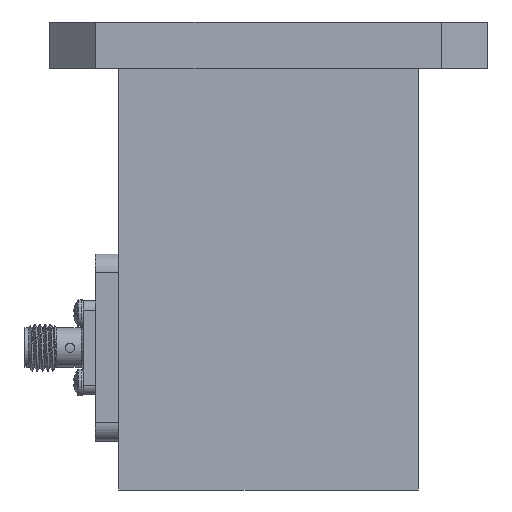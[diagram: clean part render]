
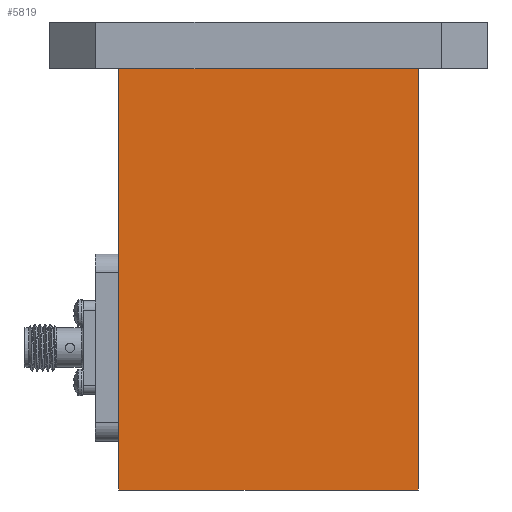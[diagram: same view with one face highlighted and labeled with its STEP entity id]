
A CAD part, left-side view. The second image highlights one B-rep face of the part: STEP entity #5819.
In plain terms, the highlighted planar face has unit normal (-1, 0, 0).
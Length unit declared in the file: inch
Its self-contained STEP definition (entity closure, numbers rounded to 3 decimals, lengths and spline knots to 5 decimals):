
#461 = CARTESIAN_POINT ( 'NONE',  ( -1.55, -0.8, -0.25 ) ) ;
#617 = EDGE_LOOP ( 'NONE', ( #4296, #5356, #930, #8204 ) ) ;
#644 = DIRECTION ( 'NONE',  ( 0., 0., 1. ) ) ;
#930 = ORIENTED_EDGE ( 'NONE', *, *, #1273, .F. ) ;
#967 = DIRECTION ( 'NONE',  ( 0., 0., -1. ) ) ;
#1273 = EDGE_CURVE ( 'NONE', #2331, #2690, #8454, .T. ) ;
#1436 = CARTESIAN_POINT ( 'NONE',  ( -1.55, 0.8, -2.5 ) ) ;
#2056 = DIRECTION ( 'NONE',  ( 1., 0., 0. ) ) ;
#2081 = VECTOR ( 'NONE', #967, 39.37008 ) ;
#2331 = VERTEX_POINT ( 'NONE', #3651 ) ;
#2690 = VERTEX_POINT ( 'NONE', #461 ) ;
#3651 = CARTESIAN_POINT ( 'NONE',  ( -1.55, 0.8, -0.25 ) ) ;
#3842 = FACE_OUTER_BOUND ( 'NONE', #617, .T. ) ;
#3866 = CARTESIAN_POINT ( 'NONE',  ( -1.55, 0.8, -0.25 ) ) ;
#3926 = VERTEX_POINT ( 'NONE', #11046 ) ;
#4184 = VECTOR ( 'NONE', #9674, 39.37008 ) ;
#4296 = ORIENTED_EDGE ( 'NONE', *, *, #10561, .F. ) ;
#4726 = VERTEX_POINT ( 'NONE', #11113 ) ;
#4947 = AXIS2_PLACEMENT_3D ( 'NONE', #7747, #2056, #11557 ) ;
#5356 = ORIENTED_EDGE ( 'NONE', *, *, #8155, .F. ) ;
#5819 = ADVANCED_FACE ( 'NONE', ( #3842 ), #11435, .F. ) ;
#6392 = LINE ( 'NONE', #7062, #9498 ) ;
#6937 = LINE ( 'NONE', #1436, #10721 ) ;
#7062 = CARTESIAN_POINT ( 'NONE',  ( -1.55, 0.8, -0.25 ) ) ;
#7747 = CARTESIAN_POINT ( 'NONE',  ( -1.55, 0., 0. ) ) ;
#7851 = CARTESIAN_POINT ( 'NONE',  ( -1.55, -0.8, -0.25 ) ) ;
#8155 = EDGE_CURVE ( 'NONE', #2690, #4726, #11541, .T. ) ;
#8204 = ORIENTED_EDGE ( 'NONE', *, *, #12048, .F. ) ;
#8454 = LINE ( 'NONE', #3866, #4184 ) ;
#9498 = VECTOR ( 'NONE', #644, 39.37008 ) ;
#9674 = DIRECTION ( 'NONE',  ( 0., -1., 0. ) ) ;
#9759 = DIRECTION ( 'NONE',  ( 0., 1., 0. ) ) ;
#10561 = EDGE_CURVE ( 'NONE', #4726, #3926, #6937, .T. ) ;
#10721 = VECTOR ( 'NONE', #9759, 39.37008 ) ;
#11046 = CARTESIAN_POINT ( 'NONE',  ( -1.55, 0.8, -2.5 ) ) ;
#11113 = CARTESIAN_POINT ( 'NONE',  ( -1.55, -0.8, -2.5 ) ) ;
#11435 = PLANE ( 'NONE',  #4947 ) ;
#11541 = LINE ( 'NONE', #7851, #2081 ) ;
#11557 = DIRECTION ( 'NONE',  ( 0., 1., 0. ) ) ;
#12048 = EDGE_CURVE ( 'NONE', #3926, #2331, #6392, .T. ) ;
